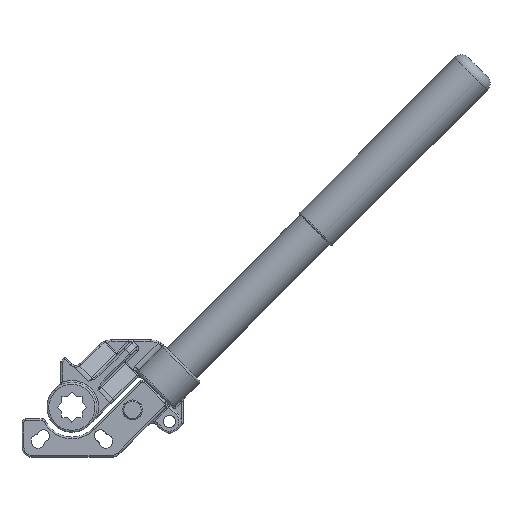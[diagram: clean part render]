
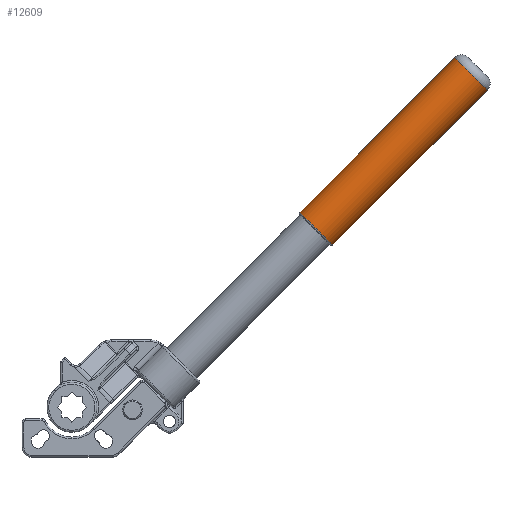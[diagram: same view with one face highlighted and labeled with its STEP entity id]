
A CAD part, front view. The second image highlights one B-rep face of the part: STEP entity #12609.
In plain terms, the highlighted cylindrical face has radius 12 mm (diameter 24 mm), a partial arc.
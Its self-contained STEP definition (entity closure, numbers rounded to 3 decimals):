
#1005 = VERTEX_POINT ( 'NONE', #3086 ) ;
#1013 = VERTEX_POINT ( 'NONE', #3021 ) ;
#1219 = VERTEX_POINT ( 'NONE', #2574 ) ;
#2574 = CARTESIAN_POINT ( 'NONE',  ( 216.516, 11.25, 165.322 ) ) ;
#3021 = CARTESIAN_POINT ( 'NONE',  ( 118.935, 11.25, 101.682 ) ) ;
#3086 = CARTESIAN_POINT ( 'NONE',  ( 135.906, 11.25, 84.711 ) ) ;
#5032 = DIRECTION ( 'NONE',  ( -0.707, 0., -0.707 ) ) ;
#5043 = CARTESIAN_POINT ( 'NONE',  ( -686.594, 11.25, -703.847 ) ) ;
#5212 = CARTESIAN_POINT ( 'NONE',  ( -669.623, 11.25, -720.818 ) ) ;
#5213 = DIRECTION ( 'NONE',  ( -0.707, 0., -0.707 ) ) ;
#5903 = AXIS2_PLACEMENT_3D ( 'NONE', #12943, #12942, #12934 ) ;
#7328 = VERTEX_POINT ( 'NONE', #10092 ) ;
#9755 = ORIENTED_EDGE ( 'NONE', *, *, #14661, .T. ) ;
#9757 = ORIENTED_EDGE ( 'NONE', *, *, #16002, .T. ) ;
#9761 = ORIENTED_EDGE ( 'NONE', *, *, #14630, .T. ) ;
#9762 = ORIENTED_EDGE ( 'NONE', *, *, #16057, .F. ) ;
#10092 = CARTESIAN_POINT ( 'NONE',  ( 199.546, 11.25, 182.292 ) ) ;
#10665 = CYLINDRICAL_SURFACE ( 'NONE', #5903, 12. ) ;
#10684 = FACE_OUTER_BOUND ( 'NONE', #11066, .T. ) ;
#11066 = EDGE_LOOP ( 'NONE', ( #9762, #9761, #9757, #9755 ) ) ;
#12609 = ADVANCED_FACE ( 'NONE', ( #10684 ), #10665, .T. ) ;
#12934 = DIRECTION ( 'NONE',  ( -0.707, 0., 0.707 ) ) ;
#12942 = DIRECTION ( 'NONE',  ( -0.707, 0., -0.707 ) ) ;
#12943 = CARTESIAN_POINT ( 'NONE',  ( -678.108, 11.25, -712.332 ) ) ;
#13832 = CARTESIAN_POINT ( 'NONE',  ( 208.031, 11.25, 173.807 ) ) ;
#13833 = DIRECTION ( 'NONE',  ( -0.707, 0., -0.707 ) ) ;
#13834 = DIRECTION ( 'NONE',  ( -0.707, 0., 0.707 ) ) ;
#13934 = CARTESIAN_POINT ( 'NONE',  ( 127.421, 11.25, 93.197 ) ) ;
#13935 = DIRECTION ( 'NONE',  ( 0.707, 0., 0.707 ) ) ;
#13936 = DIRECTION ( 'NONE',  ( 0.707, 0., -0.707 ) ) ;
#14630 = EDGE_CURVE ( 'NONE', #1219, #7328, #16776, .T. ) ;
#14661 = EDGE_CURVE ( 'NONE', #1013, #1005, #16809, .T. ) ;
#16002 = EDGE_CURVE ( 'NONE', #7328, #1013, #17509, .T. ) ;
#16057 = EDGE_CURVE ( 'NONE', #1219, #1005, #17592, .T. ) ;
#16776 = CIRCLE ( 'NONE', #18505, 12. ) ;
#16809 = CIRCLE ( 'NONE', #18512, 12. ) ;
#17509 = LINE ( 'NONE', #5043, #17518 ) ;
#17518 = VECTOR ( 'NONE', #5032, 1000. ) ;
#17592 = LINE ( 'NONE', #5212, #17595 ) ;
#17595 = VECTOR ( 'NONE', #5213, 1000. ) ;
#18505 = AXIS2_PLACEMENT_3D ( 'NONE', #13832, #13833, #13834 ) ;
#18512 = AXIS2_PLACEMENT_3D ( 'NONE', #13934, #13935, #13936 ) ;
